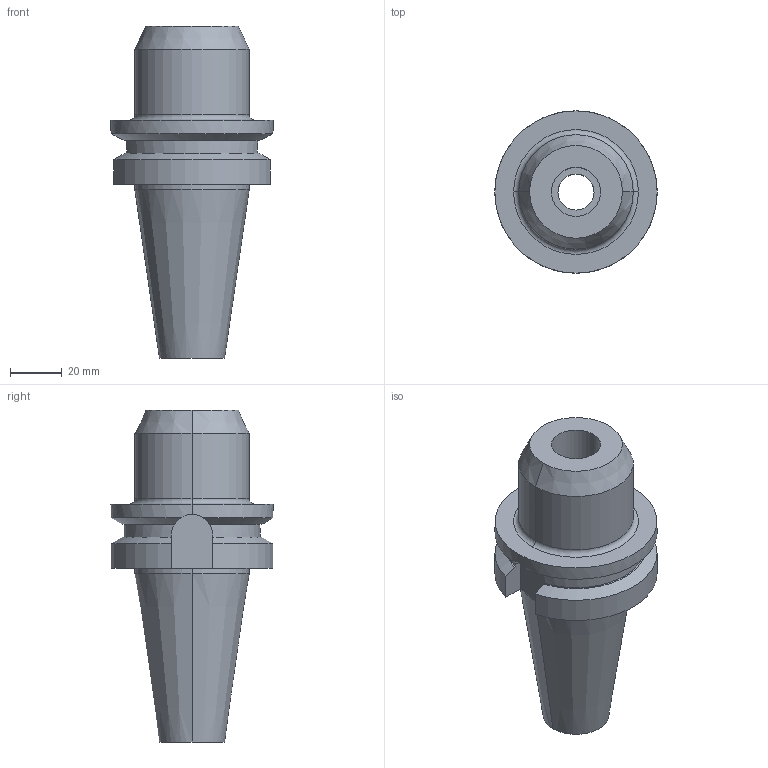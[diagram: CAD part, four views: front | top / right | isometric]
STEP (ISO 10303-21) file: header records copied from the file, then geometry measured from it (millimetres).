
FILE_DESCRIPTION (( 'STEP AP203' ), '1' );
FILE_NAME ('STP-17140-0.75-AD+B.STEP', '2020-06-29T03:35:38', ( '' ), ( '' ), 'SwSTEP 2.0', 'SolidWorks 2017', '' );
FILE_SCHEMA (( 'CONFIG_CONTROL_DESIGN' ));
Length unit declared in the file: millimetre
Products named in the file (1): STP-17140-0.75-AD+B
Bounding box: 63 x 63 x 128.9 mm (x, y, z)
Volume: 160717.7 mm3; surface area: 29593 mm2
Topology: 1 solids, 1 shells, 48 faces, 116 edges, 75 vertices
Faces by surface type: cylinder 21, plane 17, cone 8, torus 2
Entity records: 1556 total; most frequent: CARTESIAN_POINT 332, DIRECTION 249, ORIENTED_EDGE 232, EDGE_CURVE 116, AXIS2_PLACEMENT_3D 100, VERTEX_POINT 75, EDGE_LOOP 55, CIRCLE 51
